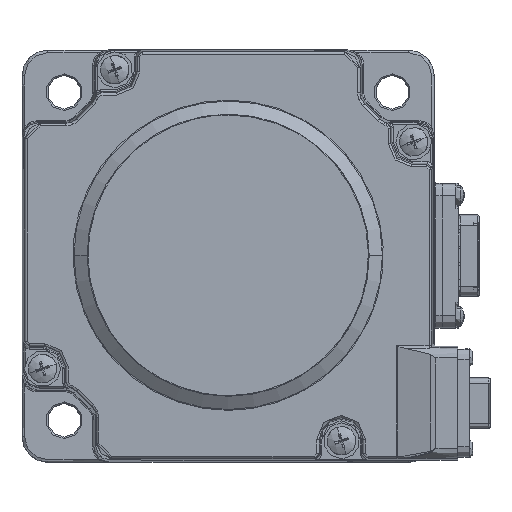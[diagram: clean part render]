
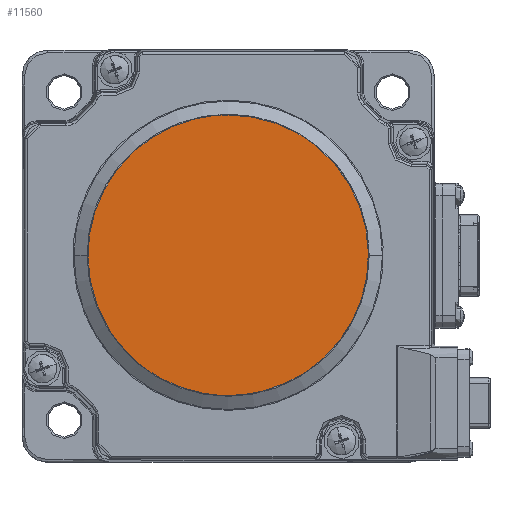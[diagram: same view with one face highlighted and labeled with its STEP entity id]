
A CAD part, top view. The second image highlights one B-rep face of the part: STEP entity #11560.
In plain terms, the highlighted planar face has unit normal (0, 0, 1).
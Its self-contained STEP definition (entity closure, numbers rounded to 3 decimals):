
#688 = ORIENTED_EDGE ( 'NONE', *, *, #33800, .F. ) ;
#3032 = CARTESIAN_POINT ( 'NONE',  ( 0., 27.209, 140.838 ) ) ;
#3121 = FACE_OUTER_BOUND ( 'NONE', #9604, .T. ) ;
#5492 = CARTESIAN_POINT ( 'NONE',  ( -54.418, 27.209, 140.838 ) ) ;
#8149 = CARTESIAN_POINT ( 'NONE',  ( 54.418, -27.209, 140.838 ) ) ;
#9604 = EDGE_LOOP ( 'NONE', ( #39700, #688 ) ) ;
#10026 = DIRECTION ( 'NONE',  ( 1., 0., 0. ) ) ;
#10815 = VERTEX_POINT ( 'NONE', #24313 ) ;
#11560 = ADVANCED_FACE ( 'NONE', ( #3121 ), #15569, .T. ) ;
#11695 = CARTESIAN_POINT ( 'NONE',  ( 0., -27.209, 140.838 ) ) ;
#12919 = CARTESIAN_POINT ( 'NONE',  ( 0., 0., 140.838 ) ) ;
#15569 = PLANE ( 'NONE',  #21302 ) ;
#21302 = AXIS2_PLACEMENT_3D ( 'NONE', #12919, #28807, #10026 ) ;
#24313 = CARTESIAN_POINT ( 'NONE',  ( 0., 27.209, 140.838 ) ) ;
#25843 =( BOUNDED_CURVE ( )  B_SPLINE_CURVE ( 3, ( #26558, #39404, #8149, #33099 ),
 .UNSPECIFIED., .F., .T. ) 
 B_SPLINE_CURVE_WITH_KNOTS ( ( 4, 4 ),
 ( 0.5, 1. ),
 .UNSPECIFIED. ) 
 CURVE ( )  GEOMETRIC_REPRESENTATION_ITEM ( )  RATIONAL_B_SPLINE_CURVE ( ( 1., 0.333, 0.333, 1. ) ) 
 REPRESENTATION_ITEM ( '' )  );
#26076 = EDGE_CURVE ( 'NONE', #10815, #32088, #25843, .T. ) ;
#26558 = CARTESIAN_POINT ( 'NONE',  ( 0., 27.209, 140.838 ) ) ;
#28807 = DIRECTION ( 'NONE',  ( 0., 0., 1. ) ) ;
#32088 = VERTEX_POINT ( 'NONE', #11695 ) ;
#33099 = CARTESIAN_POINT ( 'NONE',  ( 0., -27.209, 140.838 ) ) ;
#33800 = EDGE_CURVE ( 'NONE', #32088, #10815, #37089, .T. ) ;
#35190 = CARTESIAN_POINT ( 'NONE',  ( 0., -27.209, 140.838 ) ) ;
#37089 =( BOUNDED_CURVE ( )  B_SPLINE_CURVE ( 3, ( #35190, #39608, #5492, #3032 ),
 .UNSPECIFIED., .F., .T. ) 
 B_SPLINE_CURVE_WITH_KNOTS ( ( 4, 4 ),
 ( 0., 0.5 ),
 .UNSPECIFIED. ) 
 CURVE ( )  GEOMETRIC_REPRESENTATION_ITEM ( )  RATIONAL_B_SPLINE_CURVE ( ( 1., 0.333, 0.333, 1. ) ) 
 REPRESENTATION_ITEM ( '' )  );
#39404 = CARTESIAN_POINT ( 'NONE',  ( 54.418, 27.209, 140.838 ) ) ;
#39608 = CARTESIAN_POINT ( 'NONE',  ( -54.418, -27.209, 140.838 ) ) ;
#39700 = ORIENTED_EDGE ( 'NONE', *, *, #26076, .F. ) ;
